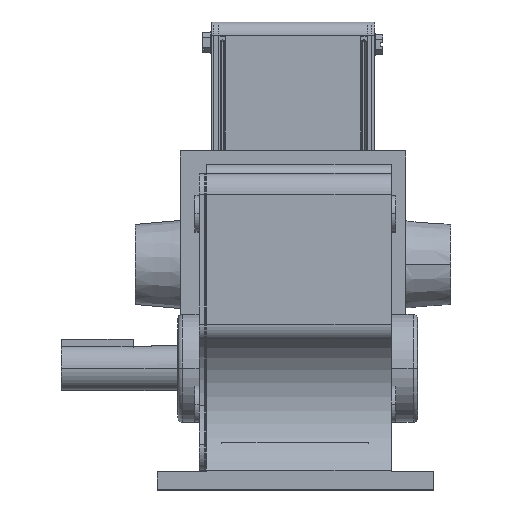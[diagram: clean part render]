
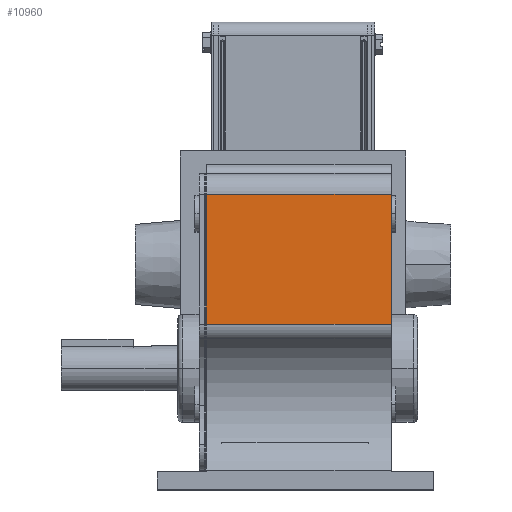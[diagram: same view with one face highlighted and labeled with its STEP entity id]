
A CAD part, top view. The second image highlights one B-rep face of the part: STEP entity #10960.
In plain terms, the highlighted planar face has unit normal (0, 0, 1).
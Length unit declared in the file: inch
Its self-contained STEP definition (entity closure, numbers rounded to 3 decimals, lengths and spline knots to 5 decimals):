
#549 = CARTESIAN_POINT ( 'NONE',  ( 0., 0., 3.196 ) ) ;
#1467 = VECTOR ( 'NONE', #21244, 39.37008 ) ;
#1781 = LINE ( 'NONE', #10575, #27198 ) ;
#2858 = LINE ( 'NONE', #8996, #10351 ) ;
#3360 = DIRECTION ( 'NONE',  ( 1., 0., 0. ) ) ;
#3775 = CARTESIAN_POINT ( 'NONE',  ( -1.20264, 0.9602, 3.196 ) ) ;
#3868 = VECTOR ( 'NONE', #24784, 39.37008 ) ;
#4519 = EDGE_CURVE ( 'NONE', #10629, #24179, #2858, .T. ) ;
#4798 = CARTESIAN_POINT ( 'NONE',  ( 1.37, -0.84714, 3.196 ) ) ;
#6076 = PLANE ( 'NONE',  #30441 ) ;
#8504 = EDGE_CURVE ( 'NONE', #10629, #26843, #1781, .T. ) ;
#8917 = LINE ( 'NONE', #12806, #1467 ) ;
#8996 = CARTESIAN_POINT ( 'NONE',  ( 0., 0.9602, 3.196 ) ) ;
#9758 = ORIENTED_EDGE ( 'NONE', *, *, #10176, .T. ) ;
#10176 = EDGE_CURVE ( 'NONE', #21929, #26843, #8917, .T. ) ;
#10351 = VECTOR ( 'NONE', #25757, 39.37008 ) ;
#10387 = CARTESIAN_POINT ( 'NONE',  ( 1.37, 0.9602, 3.196 ) ) ;
#10575 = CARTESIAN_POINT ( 'NONE',  ( 1.37, 0., 3.196 ) ) ;
#10629 = VERTEX_POINT ( 'NONE', #10387 ) ;
#10960 = ADVANCED_FACE ( 'NONE', ( #11002 ), #6076, .T. ) ;
#11002 = FACE_OUTER_BOUND ( 'NONE', #29735, .T. ) ;
#11290 = LINE ( 'NONE', #21951, #3868 ) ;
#12806 = CARTESIAN_POINT ( 'NONE',  ( 0., -0.84714, 3.196 ) ) ;
#14818 = ORIENTED_EDGE ( 'NONE', *, *, #4519, .T. ) ;
#18560 = ORIENTED_EDGE ( 'NONE', *, *, #8504, .F. ) ;
#20126 = DIRECTION ( 'NONE',  ( 0., 0., 1. ) ) ;
#20360 = EDGE_CURVE ( 'NONE', #24179, #21929, #11290, .T. ) ;
#20732 = ORIENTED_EDGE ( 'NONE', *, *, #20360, .T. ) ;
#21244 = DIRECTION ( 'NONE',  ( 1., 0., 0. ) ) ;
#21929 = VERTEX_POINT ( 'NONE', #30607 ) ;
#21951 = CARTESIAN_POINT ( 'NONE',  ( -1.20264, 0., 3.196 ) ) ;
#24179 = VERTEX_POINT ( 'NONE', #3775 ) ;
#24784 = DIRECTION ( 'NONE',  ( 0., -1., 0. ) ) ;
#25757 = DIRECTION ( 'NONE',  ( -1., 0., 0. ) ) ;
#26843 = VERTEX_POINT ( 'NONE', #4798 ) ;
#27198 = VECTOR ( 'NONE', #27355, 39.37008 ) ;
#27355 = DIRECTION ( 'NONE',  ( 0., -1., 0. ) ) ;
#29735 = EDGE_LOOP ( 'NONE', ( #18560, #14818, #20732, #9758 ) ) ;
#30441 = AXIS2_PLACEMENT_3D ( 'NONE', #549, #20126, #3360 ) ;
#30607 = CARTESIAN_POINT ( 'NONE',  ( -1.20264, -0.84714, 3.196 ) ) ;
